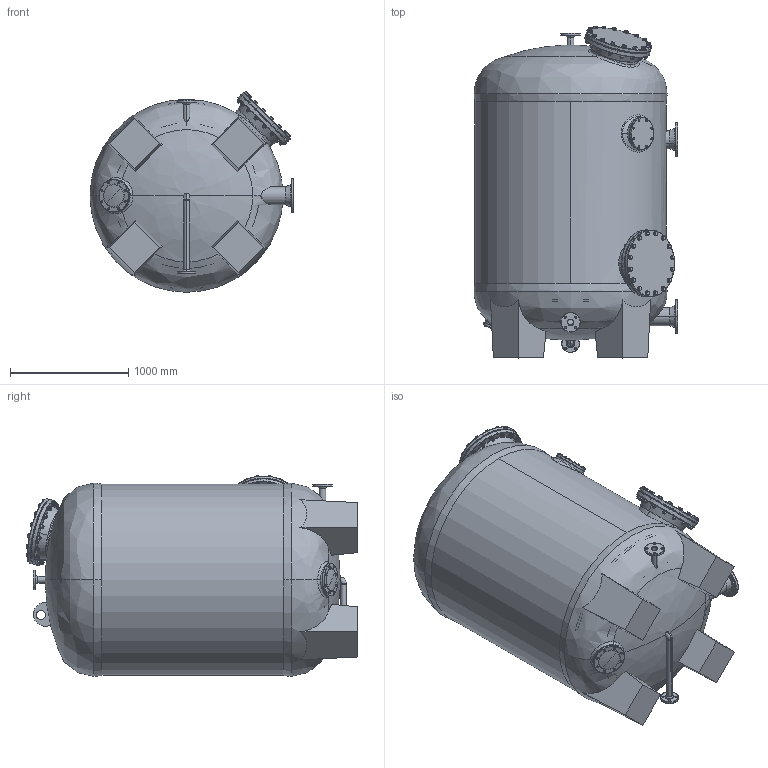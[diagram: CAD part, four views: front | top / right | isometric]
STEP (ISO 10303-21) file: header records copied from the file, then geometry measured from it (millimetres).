
FILE_DESCRIPTION (( 'STEP AP214' ), '1' );
FILE_NAME ('Atlantic 160C.STEP', '2020-11-02T13:50:01', ( '' ), ( '' ), 'SwSTEP 2.0', 'SolidWorks 2019', '' );
FILE_SCHEMA (( 'AUTOMOTIVE_DESIGN' ));
Length unit declared in the file: millimetre
Products named in the file (23): hex_nut_m20; elbow_dn40; hex_screw_m8_40; drain_flange_dn402; cover_block_dn200; vent_flange_dn50; cover_dn400; inlet_flange_dn150; washer_fi20; outlet_flange_dn150; hex_screw_m20_100; gasket_block_dn200; air_flange_dn50; glass_cover_dn200; gasket_dn200; vessel_160c; Atlantic 160C; gasket_dn400; washer_fi8
Assembly tree (179 placements, depth 3):
  Atlantic 160C
    vessel_160c
    inlet_flange_dn150
    vent_flange_dn50
    cover_dn400
      cover_dn400
      gasket_dn400
      hex_screw_m20_100  x16
      washer_fi20  x16
    glass_cover_dn200
      glass_cover_dn200
      gasket_dn200
      hex_screw_m8_40  x8
      washer_fi8  x8
    cover_dn400
      cover_dn400
      gasket_dn400
      hex_screw_m20_100  x16
      washer_fi20  x16
    hex_nut_m20  x32
    washer_fi20  x32
    outlet_flange_dn150
    cover_block_dn200
      cover_block_dn200
      gasket_block_dn200
      hex_screw_m8_40  x8
      washer_fi8  x8
    air_flange_dn50
    elbow_dn40
    drain_flange_dn402
Bounding box: 1727.67 x 2811.2 x 1699.25 mm (x, y, z)
Volume: 331538044 mm3; surface area: 34148747.3 mm2
Topology: 175 solids, 175 shells, 2975 faces, 6681 edges, 4085 vertices
Faces by surface type: cone 1066, plane 913, cylinder 830, bspline 166
Entity records: 50609 total; most frequent: CARTESIAN_POINT 26848, DIRECTION 3845, ORIENTED_EDGE 3556, EDGE_CURVE 1778, AXIS2_PLACEMENT_3D 1691, VERTEX_POINT 1169, CIRCLE 994, EDGE_LOOP 919
